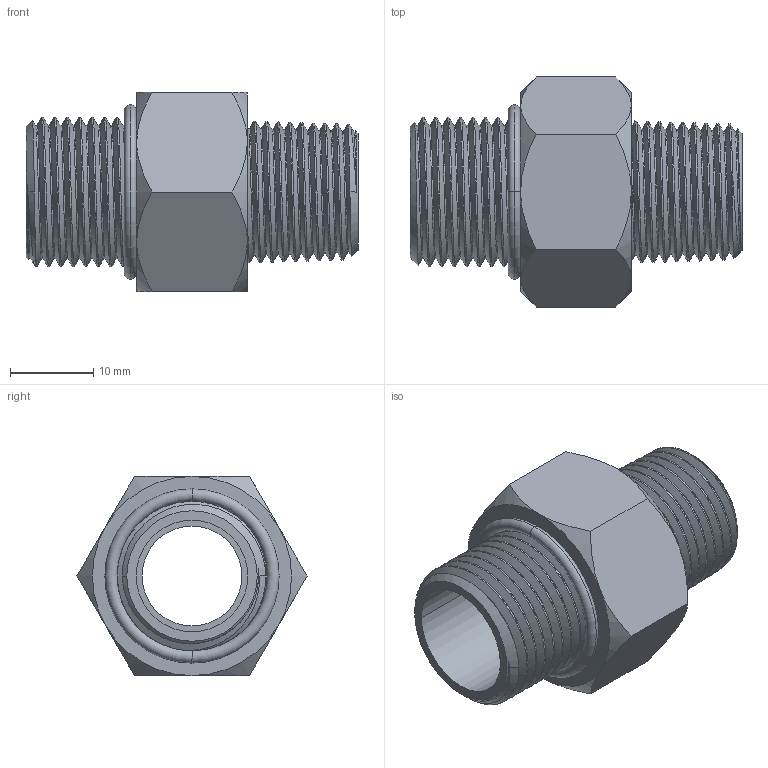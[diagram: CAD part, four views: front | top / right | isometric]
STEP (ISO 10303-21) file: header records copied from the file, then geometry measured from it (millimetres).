
FILE_DESCRIPTION (( 'STEP AP203' ), '1' );
FILE_NAME ('4936K768_Compact Extreme-Pressure Steel Pipe Fitting.STEP', '2021-09-07T19:58:19', ( 'Administrator' ), ( 'Managed by Terraform' ), 'SwSTEP 2.0', 'SolidWorks 2017', '' );
FILE_SCHEMA (( 'CONFIG_CONTROL_DESIGN' ));
Length unit declared in the file: inch
Products named in the file (1): 4936K768_Compact Extreme-Pressure Steel Pipe Fitting
Bounding box: 40 x 27.71 x 24 mm (x, y, z)
Volume: 7237.9 mm3; surface area: 5990.1 mm2
Topology: 2 solids, 2 shells, 78 faces, 203 edges, 130 vertices
Faces by surface type: cone 36, cylinder 21, plane 11, bspline 6, torus 4
Entity records: 14078 total; most frequent: CARTESIAN_POINT 12343, ORIENTED_EDGE 406, DIRECTION 267, EDGE_CURVE 203, VERTEX_POINT 130, AXIS2_PLACEMENT_3D 109, EDGE_LOOP 83, B_SPLINE_CURVE_WITH_KNOTS 82
